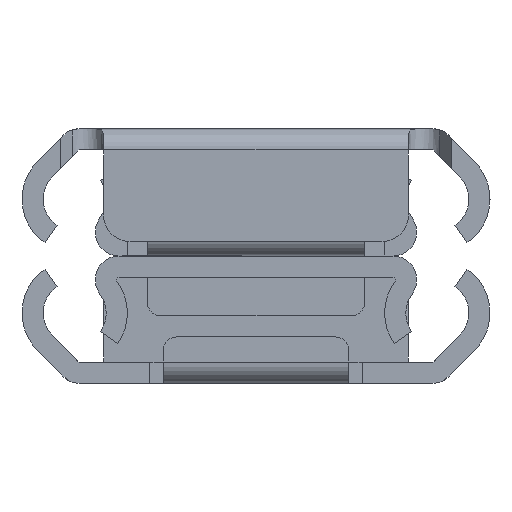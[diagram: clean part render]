
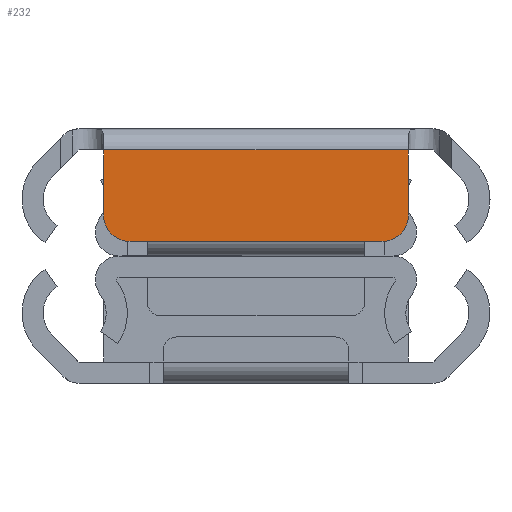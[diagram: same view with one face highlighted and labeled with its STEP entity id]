
A CAD part, left-side view. The second image highlights one B-rep face of the part: STEP entity #232.
In plain terms, the highlighted face is planar.
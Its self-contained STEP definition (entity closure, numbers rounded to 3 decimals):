
#61 = DIRECTION ( 'NONE',  ( 0., 1., 0. ) ) ;
#86 = CIRCLE ( 'NONE', #4597, 2. ) ;
#102 = CARTESIAN_POINT ( 'NONE',  ( 457.2, 9.5, 8.5 ) ) ;
#112 = CARTESIAN_POINT ( 'NONE',  ( 457.2, -11.5, 6.5 ) ) ;
#232 = ADVANCED_FACE ( 'NONE', ( #1036 ), #4601, .T. ) ;
#270 = CARTESIAN_POINT ( 'NONE',  ( 457.2, -11.5, 0. ) ) ;
#420 = EDGE_CURVE ( 'NONE', #2706, #2822, #2963, .T. ) ;
#581 = CARTESIAN_POINT ( 'NONE',  ( 457.2, 11.5, 8.5 ) ) ;
#627 = CARTESIAN_POINT ( 'NONE',  ( 457.2, -9.5, 6.5 ) ) ;
#749 = EDGE_CURVE ( 'NONE', #2706, #4542, #3417, .T. ) ;
#796 = VECTOR ( 'NONE', #3557, 1000. ) ;
#917 = CARTESIAN_POINT ( 'NONE',  ( 457.2, 11.5, 1.6 ) ) ;
#921 = VERTEX_POINT ( 'NONE', #4415 ) ;
#1002 = DIRECTION ( 'NONE',  ( 0., 0., -1. ) ) ;
#1036 = FACE_OUTER_BOUND ( 'NONE', #4454, .T. ) ;
#1128 = CARTESIAN_POINT ( 'NONE',  ( 457.2, 13.65, 5.3 ) ) ;
#1240 = ORIENTED_EDGE ( 'NONE', *, *, #420, .T. ) ;
#1422 = VECTOR ( 'NONE', #2284, 1000. ) ;
#1434 = VECTOR ( 'NONE', #3970, 1000. ) ;
#1549 = AXIS2_PLACEMENT_3D ( 'NONE', #1128, #3403, #2629 ) ;
#1598 = ORIENTED_EDGE ( 'NONE', *, *, #2561, .T. ) ;
#1663 = CARTESIAN_POINT ( 'NONE',  ( 457.2, 9.5, 6.5 ) ) ;
#1725 = ORIENTED_EDGE ( 'NONE', *, *, #3785, .T. ) ;
#1841 = VECTOR ( 'NONE', #61, 1000. ) ;
#1873 = VERTEX_POINT ( 'NONE', #3291 ) ;
#1971 = CARTESIAN_POINT ( 'NONE',  ( 457.2, 11.5, 1.6 ) ) ;
#2011 = CIRCLE ( 'NONE', #2234, 2. ) ;
#2042 = DIRECTION ( 'NONE',  ( 0., 0., -1. ) ) ;
#2234 = AXIS2_PLACEMENT_3D ( 'NONE', #1663, #4271, #2042 ) ;
#2284 = DIRECTION ( 'NONE',  ( 0., 0., 1. ) ) ;
#2414 = VERTEX_POINT ( 'NONE', #102 ) ;
#2418 = LINE ( 'NONE', #3598, #1434 ) ;
#2452 = EDGE_CURVE ( 'NONE', #1873, #2414, #2011, .T. ) ;
#2561 = EDGE_CURVE ( 'NONE', #2822, #1873, #2418, .T. ) ;
#2585 = CARTESIAN_POINT ( 'NONE',  ( 457.2, -11.5, 1.6 ) ) ;
#2629 = DIRECTION ( 'NONE',  ( 0., 0., -1. ) ) ;
#2706 = VERTEX_POINT ( 'NONE', #2585 ) ;
#2822 = VERTEX_POINT ( 'NONE', #917 ) ;
#2873 = EDGE_CURVE ( 'NONE', #921, #2414, #3778, .T. ) ;
#2963 = LINE ( 'NONE', #1971, #1841 ) ;
#3102 = ORIENTED_EDGE ( 'NONE', *, *, #749, .F. ) ;
#3233 = DIRECTION ( 'NONE',  ( 1., 0., 0. ) ) ;
#3291 = CARTESIAN_POINT ( 'NONE',  ( 457.2, 11.5, 6.5 ) ) ;
#3403 = DIRECTION ( 'NONE',  ( 1., 0., 0. ) ) ;
#3417 = LINE ( 'NONE', #270, #1422 ) ;
#3557 = DIRECTION ( 'NONE',  ( 0., 1., 0. ) ) ;
#3598 = CARTESIAN_POINT ( 'NONE',  ( 457.2, 11.5, 0. ) ) ;
#3621 = ORIENTED_EDGE ( 'NONE', *, *, #2873, .F. ) ;
#3778 = LINE ( 'NONE', #581, #796 ) ;
#3785 = EDGE_CURVE ( 'NONE', #921, #4542, #86, .T. ) ;
#3970 = DIRECTION ( 'NONE',  ( 0., 0., 1. ) ) ;
#4228 = ORIENTED_EDGE ( 'NONE', *, *, #2452, .T. ) ;
#4271 = DIRECTION ( 'NONE',  ( 1., 0., 0. ) ) ;
#4415 = CARTESIAN_POINT ( 'NONE',  ( 457.2, -9.5, 8.5 ) ) ;
#4454 = EDGE_LOOP ( 'NONE', ( #3102, #1240, #1598, #4228, #3621, #1725 ) ) ;
#4542 = VERTEX_POINT ( 'NONE', #112 ) ;
#4597 = AXIS2_PLACEMENT_3D ( 'NONE', #627, #3233, #1002 ) ;
#4601 = PLANE ( 'NONE',  #1549 ) ;
